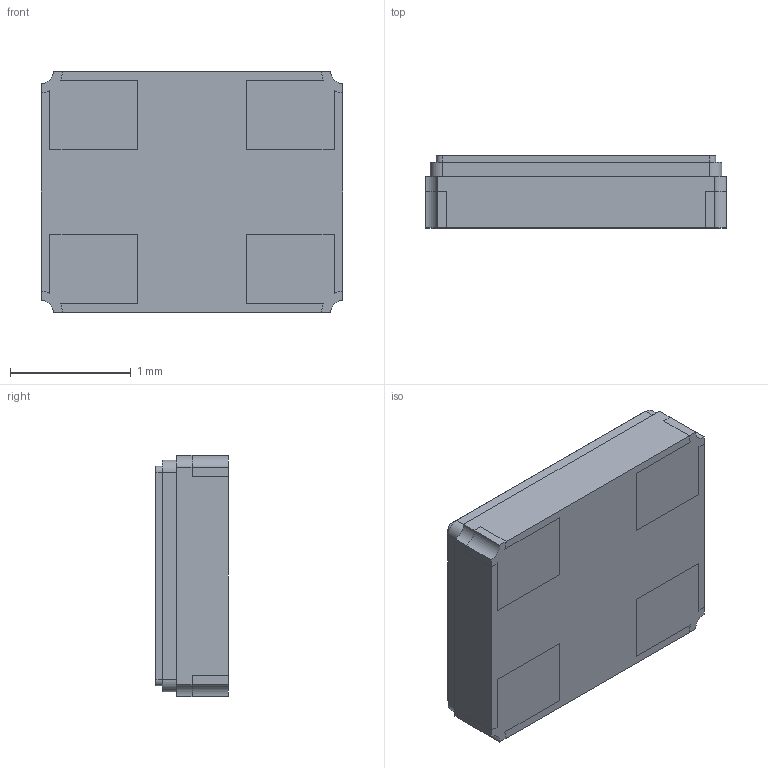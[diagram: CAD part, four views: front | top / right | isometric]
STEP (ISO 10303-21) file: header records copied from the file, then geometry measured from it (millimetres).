
FILE_DESCRIPTION (( 'STEP AP214' ), '1' );
FILE_NAME ('ECS-384-8-36B-CKY-TR.STEP', '2020-11-21T04:45:20', ( '' ), ( '' ), 'SwSTEP 2.0', 'SolidWorks 2017', '' );
FILE_SCHEMA (( 'AUTOMOTIVE_DESIGN' ));
Length unit declared in the file: millimetre
Products named in the file (1): ECS-384-8-36B-CKY-TR
Bounding box: 2.5 x 0.6 x 2 mm (x, y, z)
Volume: 2.9 mm3; surface area: 42.5 mm2
Topology: 7 solids, 7 shells, 102 faces, 264 edges, 176 vertices
Faces by surface type: plane 70, cylinder 32
Entity records: 3200 total; most frequent: CARTESIAN_POINT 543, DIRECTION 534, ORIENTED_EDGE 528, EDGE_CURVE 264, VECTOR 200, LINE 200, VERTEX_POINT 176, AXIS2_PLACEMENT_3D 167
